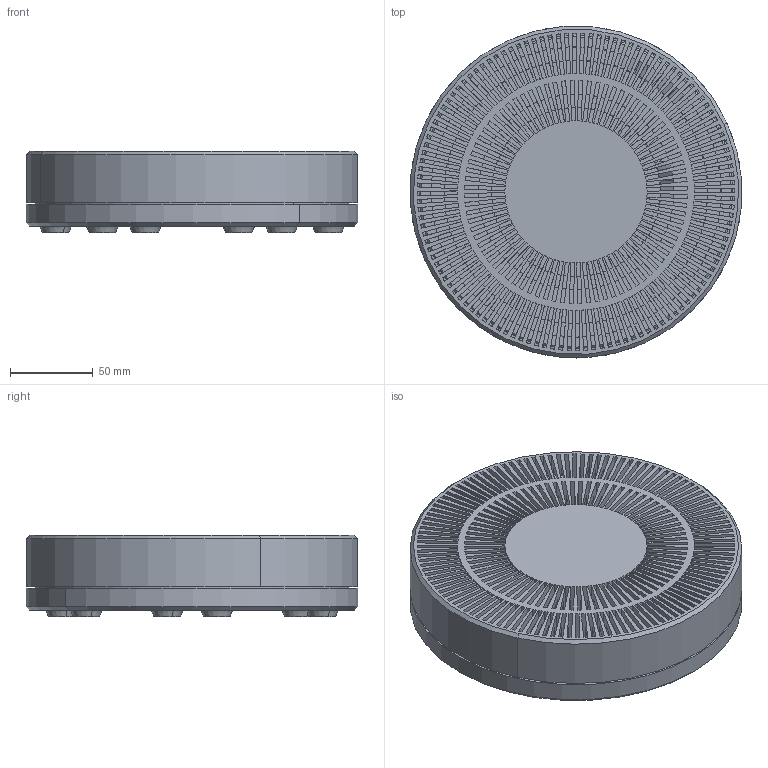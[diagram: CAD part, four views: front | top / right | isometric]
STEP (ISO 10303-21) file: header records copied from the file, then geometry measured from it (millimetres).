
FILE_DESCRIPTION (( 'STEP AP214' ), '1' );
FILE_NAME ('rotating_swatch_storage_large.STEP', '2025-08-14T07:23:13', ( '' ), ( '' ), 'SwSTEP 2.0', 'SolidWorks 2025', '' );
FILE_SCHEMA (( 'AUTOMOTIVE_DESIGN' ));
Length unit declared in the file: millimetre
Products named in the file (10): rotating_swatch_storage_large_base; rotating_swatch_storage_bearing_clamp; rubber_feet; 51110_PART1_Predeterminado; 51110_Predeterminado; 51110_PART2_Predeterminado; rotating_swatch_storage_large_top; 51110_PART4_Predeterminado; rotating_swatch_storage_large; 51110_PART3_Predeterminado
Assembly tree (38 placements, depth 3):
  rotating_swatch_storage_large
    rotating_swatch_storage_bearing_clamp
    51110_Predeterminado  x2
      51110_PART1_Predeterminado
      51110_PART2_Predeterminado
      51110_PART3_Predeterminado
      51110_PART4_Predeterminado
    rotating_swatch_storage_large_base
    rotating_swatch_storage_large_top
    rubber_feet  x6
Bounding box: 200 x 200 x 49 mm (x, y, z)
Volume: 930913 mm3; surface area: 390131.7 mm2
Topology: 63 solids, 63 shells, 2410 faces, 6851 edges, 4300 vertices
Faces by surface type: plane 1357, cylinder 615, cone 298, sphere 96, torus 44
Entity records: 73610 total; most frequent: CARTESIAN_POINT 12832, ORIENTED_EDGE 12754, DIRECTION 12709, EDGE_CURVE 6377, VECTOR 4579, LINE 4579, AXIS2_PLACEMENT_3D 4065, VERTEX_POINT 3984
